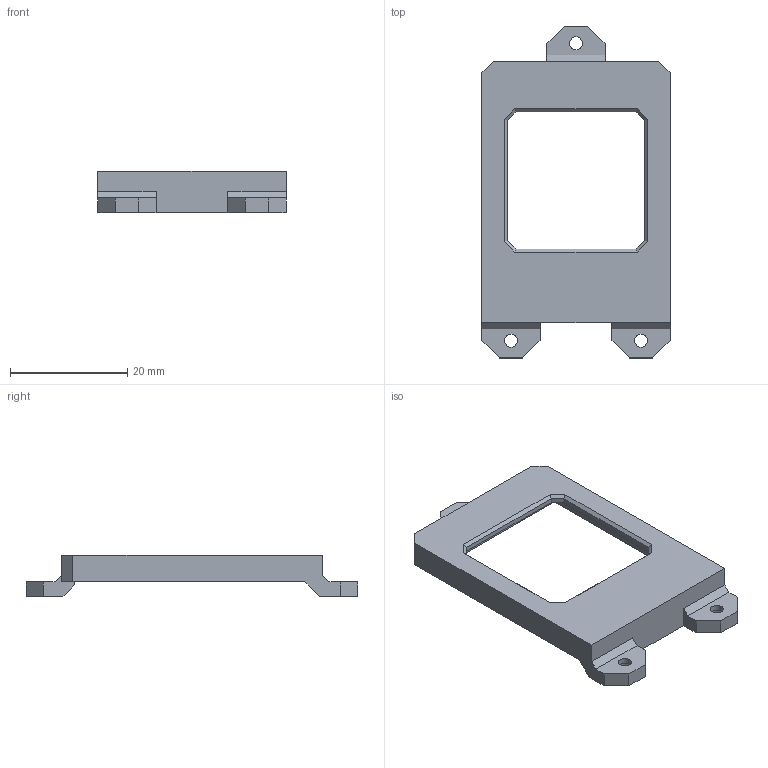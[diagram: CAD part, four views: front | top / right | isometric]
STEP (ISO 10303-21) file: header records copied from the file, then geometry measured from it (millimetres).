
FILE_DESCRIPTION(('HOOPS Exchange Step'),'2;1');
FILE_NAME('temp_export','2023-11-21T09:54:40+08:00',('zeder'),('Shapr3D Limited'),'HOOPS Exchange 2023.2','Shapr3D','Authorized');
FILE_SCHEMA( ('AUTOMOTIVE_DESIGN { 1 0 10303 214 1 1 1 1 }') );
Length unit declared in the file: millimetre
Products named in the file (1): root
Bounding box: 32.06 x 56.56 x 7 mm (x, y, z)
Volume: 3225.9 mm3; surface area: 3530.7 mm2
Topology: 1 solids, 1 shells, 77 faces, 211 edges, 144 vertices
Faces by surface type: plane 67, cylinder 10
Full cylindrical faces by diameter (mm): 1.6 x4, 2.2 x3, 4 x3
Entity records: 2485 total; most frequent: CARTESIAN_POINT 433, ORIENTED_EDGE 422, DIRECTION 407, EDGE_CURVE 211, VECTOR 171, LINE 171, VERTEX_POINT 144, AXIS2_PLACEMENT_3D 118
